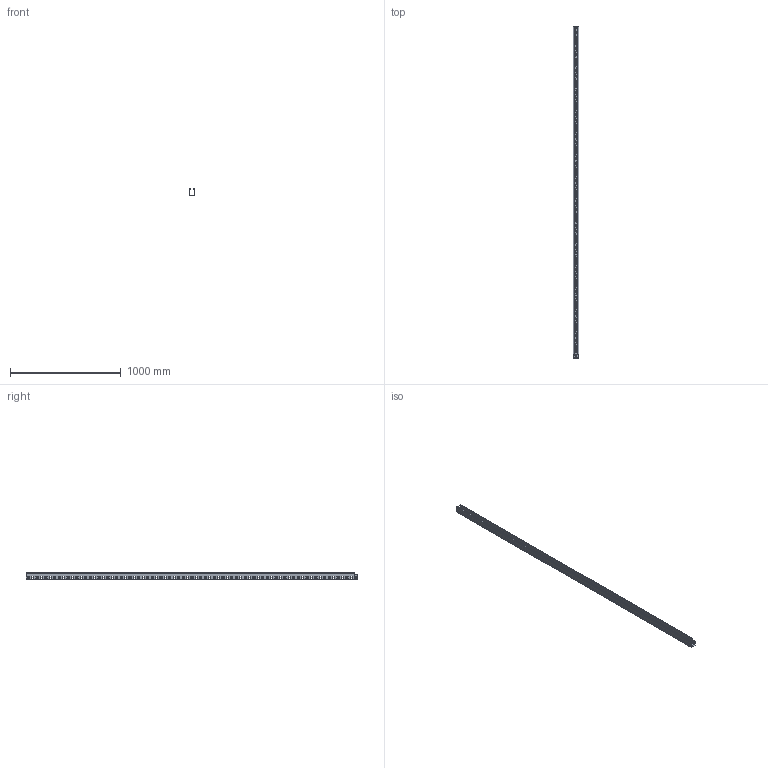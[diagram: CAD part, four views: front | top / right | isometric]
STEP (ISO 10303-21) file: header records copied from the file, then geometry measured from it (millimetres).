
FILE_DESCRIPTION(/* description */ (''),/* implementation_level */ '2;1');
FILE_NAME(/* name */ 'KGJ_KCJ50H60_3.stp',/* time_stamp */ '2020-06-19T14:09:46+02:00',/* author */ ('stanislaw.luczak'),/* organization */ (''),/* preprocessor_version */ 'ST-DEVELOPER v18.1',/* originating_system */ 'Autodesk Inventor 2021',/* authorisation */ '');
FILE_SCHEMA (('AUTOMOTIVE_DESIGN { 1 0 10303 214 3 1 1 }'));
Products named in the file (1): KGJ50H60_3
Bounding box: 52 x 3000 x 60.97 mm (x, y, z)
Volume: 484936.1 mm3; surface area: 1002705.3 mm2
Topology: 1 solids, 1 shells, 2911 faces, 8313 edges, 5498 vertices
Faces by surface type: plane 1656, cylinder 1247, bspline 4, torus 4
Full cylindrical faces by diameter (mm): 8.5 x59
Entity records: 97300 total; most frequent: CARTESIAN_POINT 16755, DIRECTION 16627, ORIENTED_EDGE 16626, EDGE_CURVE 8313, LINE 5815, VECTOR 5815, VERTEX_POINT 5498, AXIS2_PLACEMENT_3D 5406
